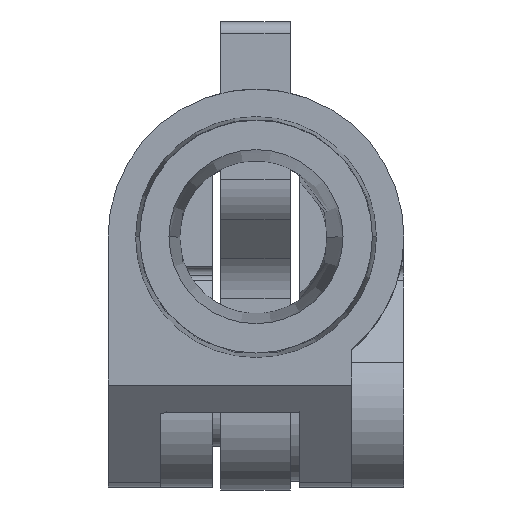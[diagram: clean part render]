
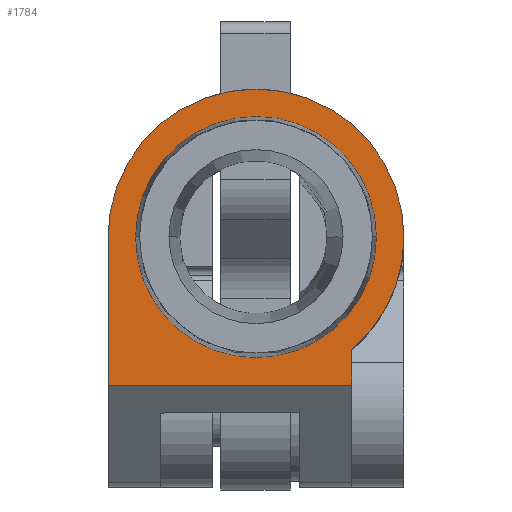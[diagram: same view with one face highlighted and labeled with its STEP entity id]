
A CAD part, top view. The second image highlights one B-rep face of the part: STEP entity #1784.
In plain terms, the highlighted face is planar.
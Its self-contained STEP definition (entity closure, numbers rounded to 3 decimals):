
#216 = AXIS2_PLACEMENT_3D ( 'NONE', #735, #3514, #6950 ) ;
#256 = ORIENTED_EDGE ( 'NONE', *, *, #9225, .T. ) ;
#355 = VERTEX_POINT ( 'NONE', #9263 ) ;
#494 = DIRECTION ( 'NONE',  ( 0., 0., -1. ) ) ;
#579 = CARTESIAN_POINT ( 'NONE',  ( 0., 0., -5. ) ) ;
#735 = CARTESIAN_POINT ( 'NONE',  ( 0., 0., -5. ) ) ;
#993 = LINE ( 'NONE', #3035, #5908 ) ;
#1438 = AXIS2_PLACEMENT_3D ( 'NONE', #1830, #8127, #6140 ) ;
#1510 = EDGE_CURVE ( 'NONE', #10867, #7321, #993, .T. ) ;
#1662 = VERTEX_POINT ( 'NONE', #7715 ) ;
#1784 = ADVANCED_FACE ( 'NONE', ( #10591, #2994 ), #8706, .T. ) ;
#1819 = EDGE_CURVE ( 'NONE', #7321, #5873, #8843, .T. ) ;
#1830 = CARTESIAN_POINT ( 'NONE',  ( 0., 0., -5. ) ) ;
#2479 = CIRCLE ( 'NONE', #6934, 25.5 ) ;
#2994 = FACE_BOUND ( 'NONE', #11552, .T. ) ;
#3035 = CARTESIAN_POINT ( 'NONE',  ( -16.5, -25.5, -5. ) ) ;
#3352 = CARTESIAN_POINT ( 'NONE',  ( 25.5, -25.5, -5. ) ) ;
#3492 = DIRECTION ( 'NONE',  ( 0., 0., -1. ) ) ;
#3514 = DIRECTION ( 'NONE',  ( 0., 0., -1. ) ) ;
#3674 = ORIENTED_EDGE ( 'NONE', *, *, #10996, .T. ) ;
#3903 = CIRCLE ( 'NONE', #216, 20.75 ) ;
#4067 = CARTESIAN_POINT ( 'NONE',  ( 0., 0., -5. ) ) ;
#4376 = CARTESIAN_POINT ( 'NONE',  ( -16.5, -25.5, -5. ) ) ;
#4817 = CIRCLE ( 'NONE', #1438, 25.5 ) ;
#5038 = EDGE_LOOP ( 'NONE', ( #9321, #5510, #8203, #256, #3674 ) ) ;
#5081 = CARTESIAN_POINT ( 'NONE',  ( -16.5, 0., -5. ) ) ;
#5200 = DIRECTION ( 'NONE',  ( 0., 0., -1. ) ) ;
#5248 = DIRECTION ( 'NONE',  ( 0., 1., 0. ) ) ;
#5313 = DIRECTION ( 'NONE',  ( -1., 0., 0. ) ) ;
#5510 = ORIENTED_EDGE ( 'NONE', *, *, #1510, .F. ) ;
#5522 = DIRECTION ( 'NONE',  ( 0., 1., 0. ) ) ;
#5873 = VERTEX_POINT ( 'NONE', #10590 ) ;
#5908 = VECTOR ( 'NONE', #9558, 1000. ) ;
#5923 = CARTESIAN_POINT ( 'NONE',  ( 20.75, 0., -5. ) ) ;
#6093 = CARTESIAN_POINT ( 'NONE',  ( 25.5, 0., -5. ) ) ;
#6140 = DIRECTION ( 'NONE',  ( -1., 0., 0. ) ) ;
#6906 = LINE ( 'NONE', #7251, #11193 ) ;
#6934 = AXIS2_PLACEMENT_3D ( 'NONE', #4067, #494, #10381 ) ;
#6950 = DIRECTION ( 'NONE',  ( -1., 0., 0. ) ) ;
#6969 = DIRECTION ( 'NONE',  ( -1., 0., 0. ) ) ;
#7251 = CARTESIAN_POINT ( 'NONE',  ( -16.5, 0., -5. ) ) ;
#7321 = VERTEX_POINT ( 'NONE', #3352 ) ;
#7379 = ORIENTED_EDGE ( 'NONE', *, *, #8714, .F. ) ;
#7715 = CARTESIAN_POINT ( 'NONE',  ( -25.5, 0., -5. ) ) ;
#7991 = CIRCLE ( 'NONE', #8527, 20.75 ) ;
#8075 = ORIENTED_EDGE ( 'NONE', *, *, #11299, .F. ) ;
#8127 = DIRECTION ( 'NONE',  ( 0., 0., -1. ) ) ;
#8203 = ORIENTED_EDGE ( 'NONE', *, *, #9251, .T. ) ;
#8224 = VECTOR ( 'NONE', #5248, 1000. ) ;
#8527 = AXIS2_PLACEMENT_3D ( 'NONE', #579, #3492, #5313 ) ;
#8706 = PLANE ( 'NONE',  #9904 ) ;
#8714 = EDGE_CURVE ( 'NONE', #355, #9509, #7991, .T. ) ;
#8843 = LINE ( 'NONE', #6093, #8224 ) ;
#9225 = EDGE_CURVE ( 'NONE', #10667, #1662, #4817, .T. ) ;
#9251 = EDGE_CURVE ( 'NONE', #10867, #10667, #6906, .T. ) ;
#9263 = CARTESIAN_POINT ( 'NONE',  ( -20.75, 0., -5. ) ) ;
#9321 = ORIENTED_EDGE ( 'NONE', *, *, #1819, .F. ) ;
#9509 = VERTEX_POINT ( 'NONE', #5923 ) ;
#9558 = DIRECTION ( 'NONE',  ( 1., 0., 0. ) ) ;
#9904 = AXIS2_PLACEMENT_3D ( 'NONE', #5081, #5200, #6969 ) ;
#10381 = DIRECTION ( 'NONE',  ( -1., 0., 0. ) ) ;
#10565 = CARTESIAN_POINT ( 'NONE',  ( -16.5, -19.442, -5. ) ) ;
#10590 = CARTESIAN_POINT ( 'NONE',  ( 25.5, 0., -5. ) ) ;
#10591 = FACE_OUTER_BOUND ( 'NONE', #5038, .T. ) ;
#10667 = VERTEX_POINT ( 'NONE', #10565 ) ;
#10867 = VERTEX_POINT ( 'NONE', #4376 ) ;
#10996 = EDGE_CURVE ( 'NONE', #1662, #5873, #2479, .T. ) ;
#11193 = VECTOR ( 'NONE', #5522, 1000. ) ;
#11299 = EDGE_CURVE ( 'NONE', #9509, #355, #3903, .T. ) ;
#11552 = EDGE_LOOP ( 'NONE', ( #8075, #7379 ) ) ;
